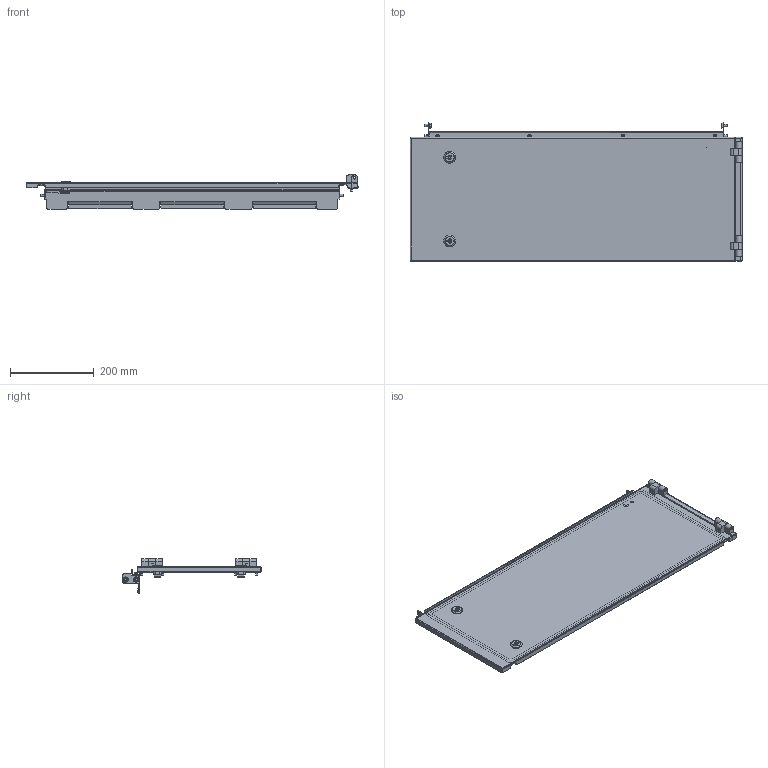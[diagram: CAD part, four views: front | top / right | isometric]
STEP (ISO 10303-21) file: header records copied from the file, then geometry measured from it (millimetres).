
FILE_DESCRIPTION (( 'STEP AP214' ), '1' );
FILE_NAME ('YKM40D-FO-DMS-030-080-54 FORMAT Äâåðü ìåòàëëè÷åñêàÿ ÷àñòè÷íàÿ 300õ800ìì IP54 IEK.STEP', '2022-05-30T08:34:09', ( '' ), ( '' ), 'SwSTEP 2.0', 'SolidWorks 2017', '' );
FILE_SCHEMA (( 'AUTOMOTIVE_DESIGN' ));
Length unit declared in the file: millimetre
Products named in the file (1): YKM40D-FO-DMS-030-080-54 FORMAT Äâåðü ìåòàëëè÷åñêàÿ ÷àñòè÷íàÿ 300õ800ìì IP54 IEK
Bounding box: 794 x 330.5 x 82.1 mm (x, y, z)
Volume: 603416 mm3; surface area: 783073 mm2
Topology: 37 solids, 37 shells, 1290 faces, 3256 edges, 2064 vertices
Faces by surface type: plane 654, cylinder 418, cone 134, bspline 60, sphere 20, torus 4
Entity records: 55764 total; most frequent: CARTESIAN_POINT 10133, DIRECTION 6492, ORIENTED_EDGE 6480, EDGE_CURVE 3240, AXIS2_PLACEMENT_3D 2417, VERTEX_POINT 2064, LINE 1658, VECTOR 1658
